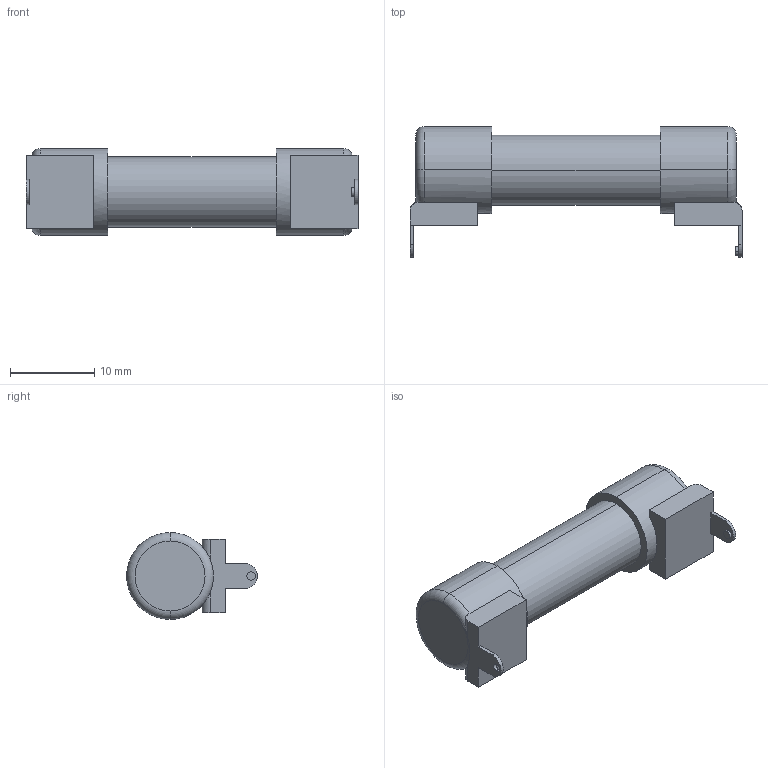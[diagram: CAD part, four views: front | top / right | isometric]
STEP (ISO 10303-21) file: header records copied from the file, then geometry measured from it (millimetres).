
FILE_DESCRIPTION (( 'STEP AP214' ), '1' );
FILE_NAME ('PF-H.STEP', '2022-03-17T16:33:41', ( '' ), ( '' ), 'SwSTEP 2.0', 'SolidWorks 2021', '' );
FILE_SCHEMA (( 'AUTOMOTIVE_DESIGN' ));
Length unit declared in the file: millimetre
Products named in the file (1): PF-H
Bounding box: 39.35 x 15.5 x 10.3 mm (x, y, z)
Volume: 2855.5 mm3; surface area: 1599.7 mm2
Topology: 1 solids, 1 shells, 50 faces, 124 edges, 80 vertices
Faces by surface type: plane 26, cylinder 20, torus 4
Entity records: 1678 total; most frequent: CARTESIAN_POINT 389, DIRECTION 270, ORIENTED_EDGE 248, EDGE_CURVE 124, AXIS2_PLACEMENT_3D 99, VERTEX_POINT 80, VECTOR 72, LINE 72
